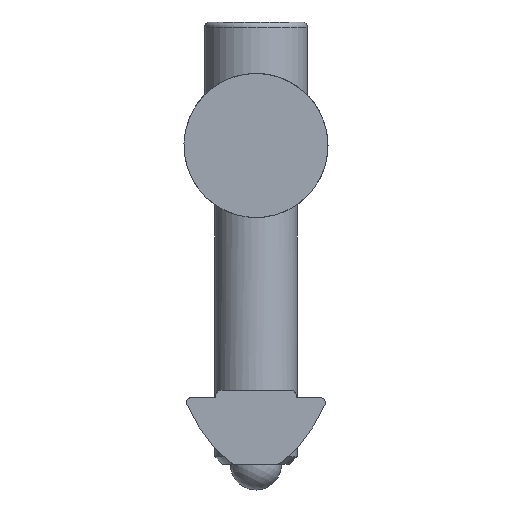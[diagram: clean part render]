
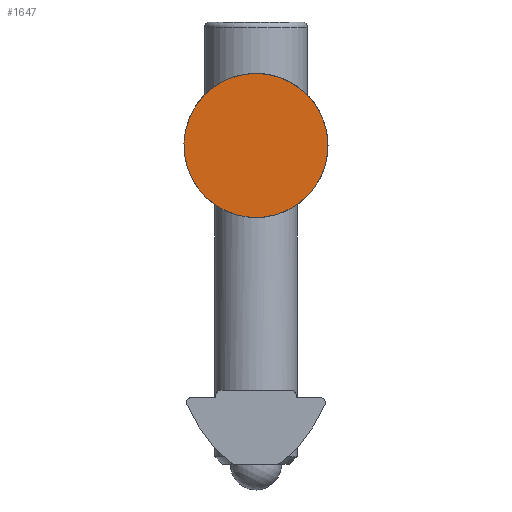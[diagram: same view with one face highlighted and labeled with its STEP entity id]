
A CAD part, front view. The second image highlights one B-rep face of the part: STEP entity #1647.
In plain terms, the highlighted planar face has unit normal (0, -1, 0).
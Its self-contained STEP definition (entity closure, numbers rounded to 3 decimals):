
#375=PLANE('',#1778);
#444=FACE_OUTER_BOUND('',#545,.T.);
#545=EDGE_LOOP('',(#1174,#1175));
#648=CIRCLE('',#1775,7.);
#649=CIRCLE('',#1776,7.);
#725=VERTEX_POINT('',#2509);
#726=VERTEX_POINT('',#2511);
#898=EDGE_CURVE('',#725,#726,#648,.T.);
#899=EDGE_CURVE('',#726,#725,#649,.T.);
#1174=ORIENTED_EDGE('',*,*,#899,.F.);
#1175=ORIENTED_EDGE('',*,*,#898,.F.);
#1647=ADVANCED_FACE('',(#444),#375,.T.);
#1775=AXIS2_PLACEMENT_3D('',#2512,#1960,#1961);
#1776=AXIS2_PLACEMENT_3D('',#2513,#1962,#1963);
#1778=AXIS2_PLACEMENT_3D('',#2613,#1966,#1967);
#1960=DIRECTION('center_axis',(0.,1.,0.));
#1961=DIRECTION('ref_axis',(0.707,0.,0.707));
#1962=DIRECTION('center_axis',(0.,1.,0.));
#1963=DIRECTION('ref_axis',(0.707,0.,0.707));
#1966=DIRECTION('center_axis',(0.,-1.,0.));
#1967=DIRECTION('ref_axis',(0.,0.,-1.));
#2509=CARTESIAN_POINT('',(9.711,0.,2.05));
#2511=CARTESIAN_POINT('',(4.761,0.,14.));
#2512=CARTESIAN_POINT('Origin',(4.761,0.,7.));
#2513=CARTESIAN_POINT('Origin',(4.761,0.,7.));
#2613=CARTESIAN_POINT('Origin',(11.761,0.,0.));
